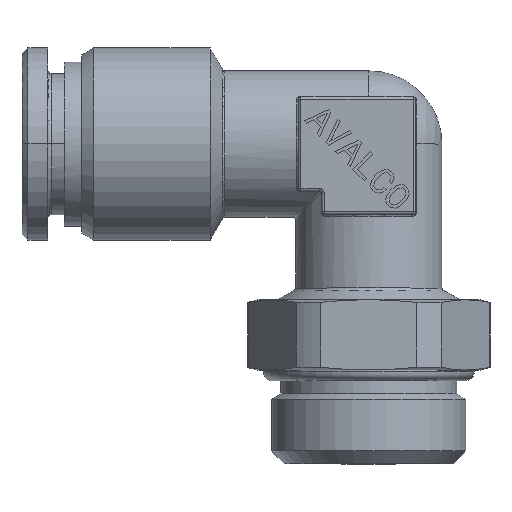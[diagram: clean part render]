
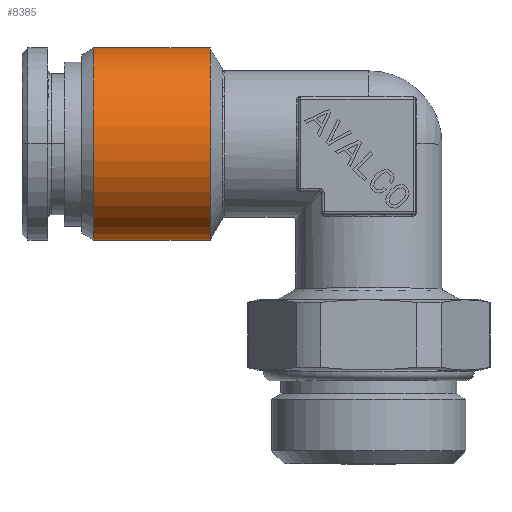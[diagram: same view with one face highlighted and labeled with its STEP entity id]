
A CAD part, top view. The second image highlights one B-rep face of the part: STEP entity #8385.
In plain terms, the highlighted cylindrical face has radius 8.2 mm (diameter 16.4 mm), a partial arc.
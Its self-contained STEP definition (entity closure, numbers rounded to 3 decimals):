
#8237=CARTESIAN_POINT('Vertex',(-13.538,8.2,0.)) ;
#8244=CARTESIAN_POINT('Vertex',(-13.538,-8.2,0.)) ;
#8265=CARTESIAN_POINT('Axis2P3D Location',(-13.538,0.,0.)) ;
#8331=CARTESIAN_POINT('Line Origine',(-25.05,-8.2,0.)) ;
#8335=CARTESIAN_POINT('Vertex',(-23.48,-8.2,0.)) ;
#8354=CARTESIAN_POINT('Vertex',(-23.48,8.2,0.)) ;
#8357=CARTESIAN_POINT('Line Origine',(-25.05,8.2,0.)) ;
#8369=CARTESIAN_POINT('Axis2P3D Location',(-25.05,0.,0.)) ;
#8374=CARTESIAN_POINT('Axis2P3D Location',(-23.48,0.,0.)) ;
#8266=DIRECTION('Axis2P3D Direction',(-1.,0.,0.)) ;
#8332=DIRECTION('Vector Direction',(1.,0.,0.)) ;
#8358=DIRECTION('Vector Direction',(1.,0.,0.)) ;
#8370=DIRECTION('Axis2P3D Direction',(1.,0.,0.)) ;
#8371=DIRECTION('Axis2P3D XDirection',(0.,1.,0.)) ;
#8375=DIRECTION('Axis2P3D Direction',(1.,0.,0.)) ;
#8267=AXIS2_PLACEMENT_3D('Circle Axis2P3D',#8265,#8266,$) ;
#8372=AXIS2_PLACEMENT_3D('Cylinder Axis2P3D',#8369,#8370,#8371) ;
#8376=AXIS2_PLACEMENT_3D('Circle Axis2P3D',#8374,#8375,$) ;
#8380=ORIENTED_EDGE('',*,*,#8361,.F.) ;
#8381=ORIENTED_EDGE('',*,*,#8378,.T.) ;
#8382=ORIENTED_EDGE('',*,*,#8337,.T.) ;
#8383=ORIENTED_EDGE('',*,*,#8269,.F.) ;
#8333=VECTOR('Line Direction',#8332,1.) ;
#8359=VECTOR('Line Direction',#8358,1.) ;
#8385=ADVANCED_FACE('PR507B-10G38',(#8384),#8373,.T.) ;
#8268=CIRCLE('generated circle',#8267,8.2) ;
#8377=CIRCLE('generated circle',#8376,8.2) ;
#8373=CYLINDRICAL_SURFACE('generated cylinder',#8372,8.2) ;
#8269=EDGE_CURVE('',#8238,#8245,#8268,.F.) ;
#8337=EDGE_CURVE('',#8336,#8245,#8334,.T.) ;
#8361=EDGE_CURVE('',#8355,#8238,#8360,.T.) ;
#8378=EDGE_CURVE('',#8355,#8336,#8377,.T.) ;
#8379=EDGE_LOOP('',(#8380,#8381,#8382,#8383)) ;
#8384=FACE_OUTER_BOUND('',#8379,.T.) ;
#8334=LINE('Line',#8331,#8333) ;
#8360=LINE('Line',#8357,#8359) ;
#8238=VERTEX_POINT('',#8237) ;
#8245=VERTEX_POINT('',#8244) ;
#8336=VERTEX_POINT('',#8335) ;
#8355=VERTEX_POINT('',#8354) ;
